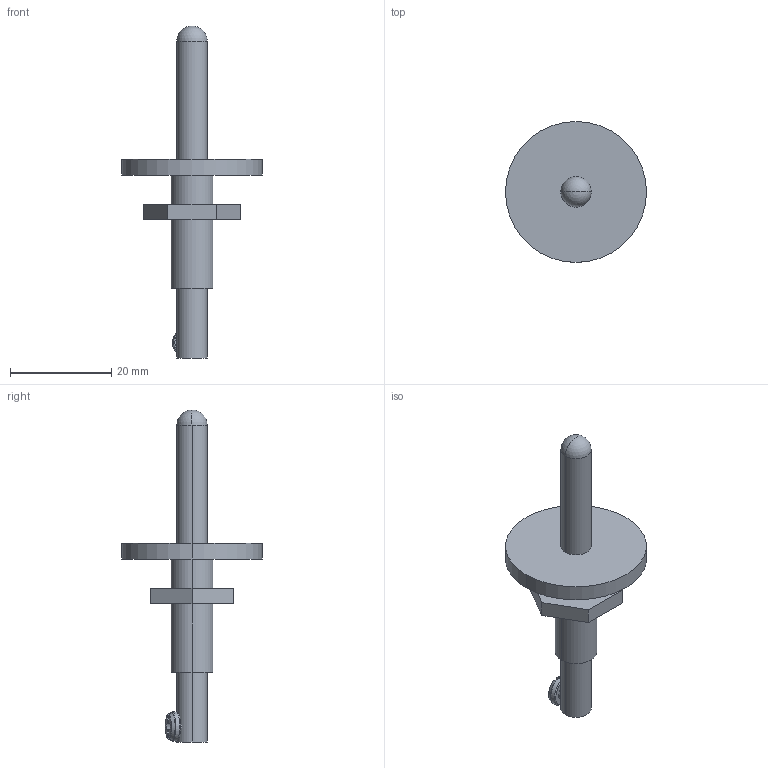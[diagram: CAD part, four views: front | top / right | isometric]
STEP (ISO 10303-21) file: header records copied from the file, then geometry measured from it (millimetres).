
FILE_DESCRIPTION((''),'2;1');
FILE_NAME('ASM0001_ASM','2024-02-12T08:26:07',('klemen.sitar'),('Audax d.o.o.'),'CREO PARAMETRIC BY PTC INC, 2021304','CREO PARAMETRIC BY PTC INC, 2021304','');
FILE_SCHEMA(('AP242_MANAGED_MODEL_BASED_3D_ENGINEERING_MIM_LF { 1 0 10303 442 1 1 4 }'));
Length unit declared in the file: millimetre
Products named in the file (4): PRT0002; TYPE_1___FI-5_78MM; PRT0003; ASM0001_ASM
Assembly tree (3 placements, depth 2):
  ASM0001_ASM
    PRT0002
    TYPE_1___FI-5_78MM
    PRT0003
Bounding box: 27.8 x 27.8 x 65.5 mm (x, y, z)
Volume: 4670.6 mm3; surface area: 4554.8 mm2
Topology: 3 solids, 3 shells, 73 faces, 187 edges, 121 vertices
Faces by surface type: plane 31, cylinder 24, cone 8, sphere 4, bspline 4, torus 2
Entity records: 4119 total; most frequent: CARTESIAN_POINT 968, DIRECTION 378, ORIENTED_EDGE 366, PRESENTATION_STYLE_ASSIGNMENT 259, STYLED_ITEM 259, CURVE_STYLE 183, EDGE_CURVE 183, AXIS2_PLACEMENT_3D 153
